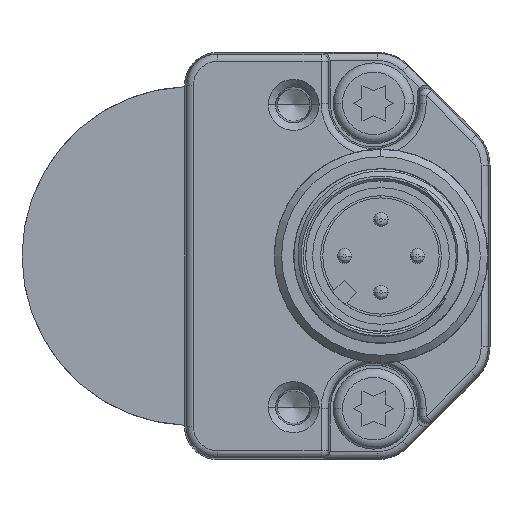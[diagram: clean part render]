
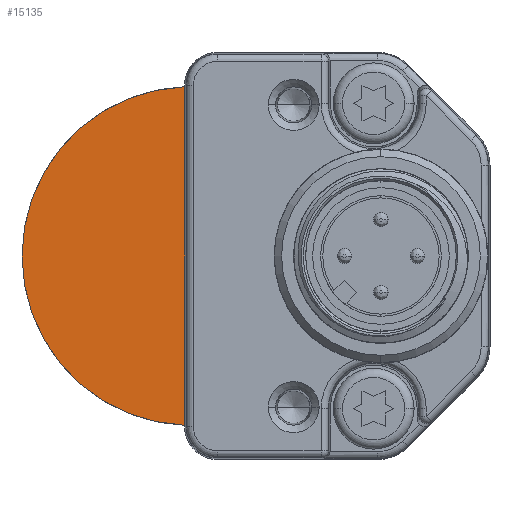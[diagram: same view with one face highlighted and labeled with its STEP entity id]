
A CAD part, left-side view. The second image highlights one B-rep face of the part: STEP entity #15135.
In plain terms, the highlighted planar face has unit normal (-1, 0, 0).
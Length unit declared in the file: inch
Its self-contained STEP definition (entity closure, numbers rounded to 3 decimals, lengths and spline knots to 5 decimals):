
#709=DIRECTION('',(0.,0.,1.));
#710=VECTOR('',#709,0.91659);
#711=CARTESIAN_POINT('',(0.,0.82677,-0.4583));
#712=LINE('',#711,#710);
#713=CARTESIAN_POINT('',(0.,0.80846,0.));
#714=DIRECTION('',(-1.,0.,0.));
#715=DIRECTION('',(0.,0.04,0.999));
#716=AXIS2_PLACEMENT_3D('',#713,#714,#715);
#13134=CARTESIAN_POINT('',(0.,0.82677,-0.4583));
#13135=CARTESIAN_POINT('',(0.,0.82677,0.4583));
#13136=VERTEX_POINT('',#13134);
#13137=VERTEX_POINT('',#13135);
#15125=CARTESIAN_POINT('',(0.,0.74941,0.));
#15126=DIRECTION('',(-1.,0.,0.));
#15127=DIRECTION('',(0.,0.,1.));
#15128=AXIS2_PLACEMENT_3D('',#15125,#15126,#15127);
#15129=PLANE('',#15128);
#15131=ORIENTED_EDGE('',*,*,#15130,.F.);
#15132=ORIENTED_EDGE('',*,*,#15113,.F.);
#15133=EDGE_LOOP('',(#15131,#15132));
#15134=FACE_OUTER_BOUND('',#15133,.F.);
#15135=ADVANCED_FACE('',(#15134),#15129,.T.);
#717=CIRCLE('',#716,0.45866);
#15113=EDGE_CURVE('',#13137,#13136,#717,.T.);
#15130=EDGE_CURVE('',#13136,#13137,#712,.T.);
